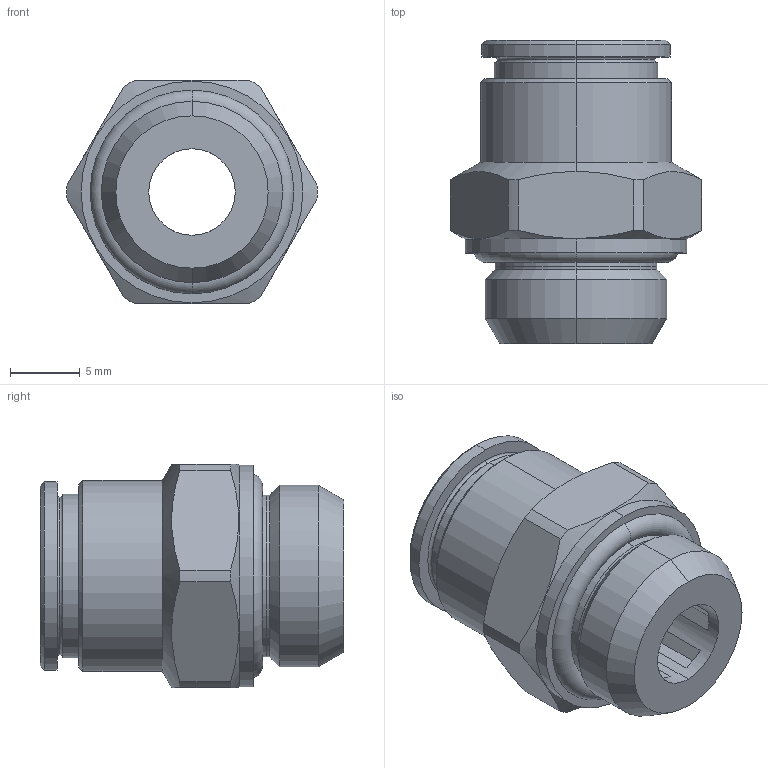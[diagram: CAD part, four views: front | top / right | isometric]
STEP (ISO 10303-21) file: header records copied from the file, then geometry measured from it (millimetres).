
FILE_DESCRIPTION (( 'STEP AP203' ), '1' );
FILE_NAME ('X0020042.STEP', '2010-09-21T09:31:05', ( '' ), ( 'sopra-pneumatic' ), 'SwSTEP 2.0', 'SolidWorks 2009', '' );
FILE_SCHEMA (( 'CONFIG_CONTROL_DESIGN' ));
Length unit declared in the file: millimetre
Products named in the file (1): X0020042
Bounding box: 18 x 21.75 x 16 mm (x, y, z)
Volume: 2382.9 mm3; surface area: 1900.7 mm2
Topology: 1 solids, 1 shells, 74 faces, 180 edges, 112 vertices
Faces by surface type: plane 30, cylinder 24, cone 14, torus 6
Entity records: 2367 total; most frequent: CARTESIAN_POINT 539, DIRECTION 380, ORIENTED_EDGE 360, EDGE_CURVE 180, AXIS2_PLACEMENT_3D 153, VERTEX_POINT 112, EDGE_LOOP 80, CIRCLE 78
